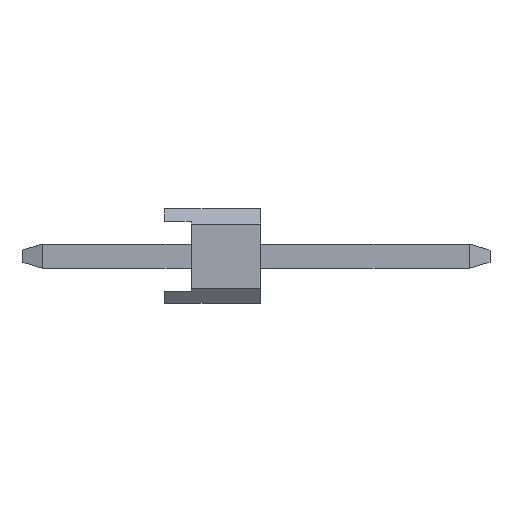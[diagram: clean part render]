
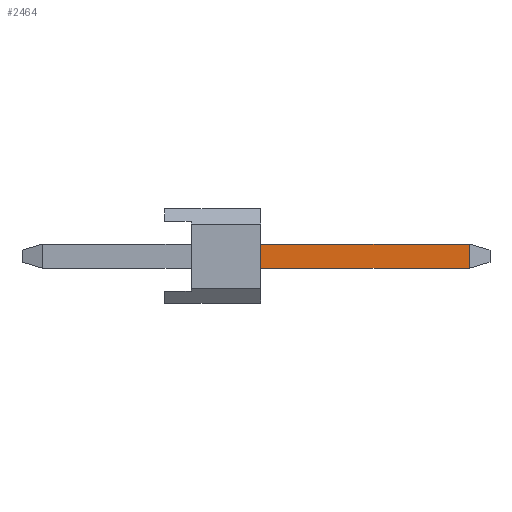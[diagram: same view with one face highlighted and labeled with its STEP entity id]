
A CAD part, left-side view. The second image highlights one B-rep face of the part: STEP entity #2464.
In plain terms, the highlighted planar face has unit normal (-1, 0, 0).
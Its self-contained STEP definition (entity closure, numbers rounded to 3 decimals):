
#1752=EDGE_CURVE('',#2598,#1818,#3683,.T.);
#1818=VERTEX_POINT('',#3760);
#2092=EDGE_CURVE('',#2138,#2598,#4053,.T.);
#2100=EDGE_CURVE('',#1818,#2696,#4061,.T.);
#2138=VERTEX_POINT('',#4103);
#2212=EDGE_CURVE('',#2696,#2138,#4182,.T.);
#2464=ADVANCED_FACE('',(#4463),#4464,.T.);
#2598=VERTEX_POINT('',#4612);
#2696=VERTEX_POINT('',#4718);
#3683=LINE('',#6095,#6096);
#3760=CARTESIAN_POINT('',(-6.67,-8.074,0.32));
#4053=LINE('',#6649,#6650);
#4061=LINE('',#6665,#6666);
#4103=CARTESIAN_POINT('',(-6.67,-2.54,-0.32));
#4182=LINE('',#6852,#6853);
#4463=FACE_OUTER_BOUND('',#7250,.T.);
#4464=PLANE('',#7251);
#4612=CARTESIAN_POINT('',(-6.67,-2.54,0.32));
#4718=CARTESIAN_POINT('',(-6.67,-8.074,-0.32));
#6095=CARTESIAN_POINT('',(-6.67,-2.42,0.32));
#6096=VECTOR('',#8650,1.0);
#6649=CARTESIAN_POINT('',(-6.67,-2.54,0.252));
#6650=VECTOR('',#8990,1.0);
#6665=CARTESIAN_POINT('',(-6.67,-8.074,0.5));
#6666=VECTOR('',#8994,1.0);
#6852=CARTESIAN_POINT('',(-6.67,3.234,-0.32));
#6853=VECTOR('',#9099,1.0);
#7250=EDGE_LOOP('',(#9393,#9394,#9395,#9396));
#7251=AXIS2_PLACEMENT_3D('',#9397,#9398,#9399);
#8650=DIRECTION('',(0.,-1.0,0.));
#8990=DIRECTION('',(0.,0.,1.0));
#8994=DIRECTION('',(0.0,0.,-1.0));
#9099=DIRECTION('',(0.,1.0,0.));
#9393=ORIENTED_EDGE('',*,*,#2092,.F.);
#9394=ORIENTED_EDGE('',*,*,#2212,.F.);
#9395=ORIENTED_EDGE('',*,*,#2100,.F.);
#9396=ORIENTED_EDGE('',*,*,#1752,.F.);
#9397=CARTESIAN_POINT('',(-6.67,3.234,0.5));
#9398=DIRECTION('',(-1.0,0.,0.));
#9399=DIRECTION('',(0.,1.0,0.));
